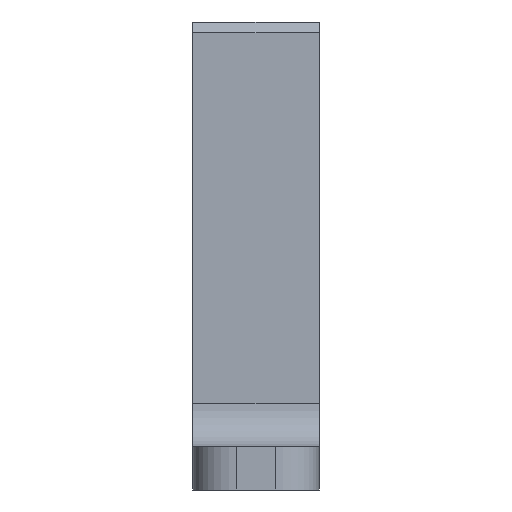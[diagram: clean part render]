
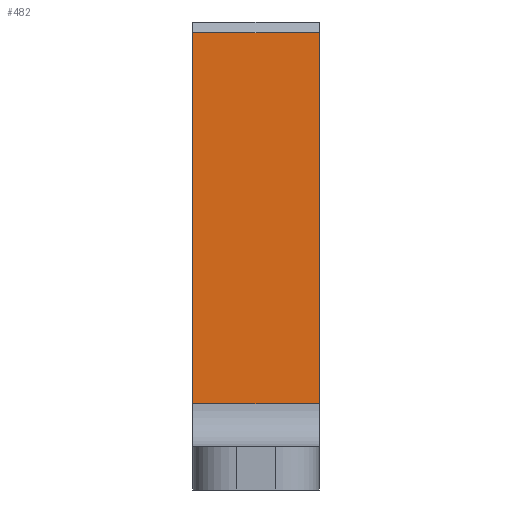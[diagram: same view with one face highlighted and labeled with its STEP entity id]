
A CAD part, front view. The second image highlights one B-rep face of the part: STEP entity #482.
In plain terms, the highlighted planar face has unit normal (0, -1, 0).
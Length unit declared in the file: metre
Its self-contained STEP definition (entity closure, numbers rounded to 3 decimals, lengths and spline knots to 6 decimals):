
#42=ORIENTED_EDGE('',*,*,#178,.F.);
#43=ORIENTED_EDGE('',*,*,#179,.T.);
#44=ORIENTED_EDGE('',*,*,#180,.T.);
#45=ORIENTED_EDGE('',*,*,#181,.T.);
#178=EDGE_CURVE('',#246,#247,#294,.T.);
#179=EDGE_CURVE('',#246,#248,#295,.T.);
#180=EDGE_CURVE('',#248,#249,#296,.T.);
#181=EDGE_CURVE('',#249,#247,#297,.T.);
#246=VERTEX_POINT('',#712);
#247=VERTEX_POINT('',#713);
#248=VERTEX_POINT('',#715);
#249=VERTEX_POINT('',#717);
#294=LINE('',#711,#342);
#295=LINE('',#714,#343);
#296=LINE('',#716,#344);
#297=LINE('',#718,#345);
#342=VECTOR('',#571,1.);
#343=VECTOR('',#572,1.);
#344=VECTOR('',#573,1.);
#345=VECTOR('',#574,1.);
#390=EDGE_LOOP('',(#42,#43,#44,#45));
#428=FACE_BOUND('',#390,.T.);
#466=PLANE('',#521);
#482=ADVANCED_FACE('',(#428),#466,.T.);
#521=AXIS2_PLACEMENT_3D('',#710,#569,#570);
#569=DIRECTION('',(0.,-1.,0.));
#570=DIRECTION('',(0.,0.,-1.));
#571=DIRECTION('',(0.,0.,-1.));
#572=DIRECTION('',(-1.,0.,0.));
#573=DIRECTION('',(0.,0.,-1.));
#574=DIRECTION('',(1.,0.,0.));
#710=CARTESIAN_POINT('',(-0.026267,-0.01441,0.0412));
#711=CARTESIAN_POINT('',(-0.023342,-0.01441,0.0412));
#712=CARTESIAN_POINT('',(-0.023342,-0.01441,0.0407));
#713=CARTESIAN_POINT('',(-0.023342,-0.01441,0.0235));
#714=CARTESIAN_POINT('',(-0.026267,-0.01441,0.0407));
#715=CARTESIAN_POINT('',(-0.029192,-0.01441,0.0407));
#716=CARTESIAN_POINT('',(-0.029192,-0.01441,0.0412));
#717=CARTESIAN_POINT('',(-0.029192,-0.01441,0.0235));
#718=CARTESIAN_POINT('',(-0.023342,-0.01441,0.0235));
